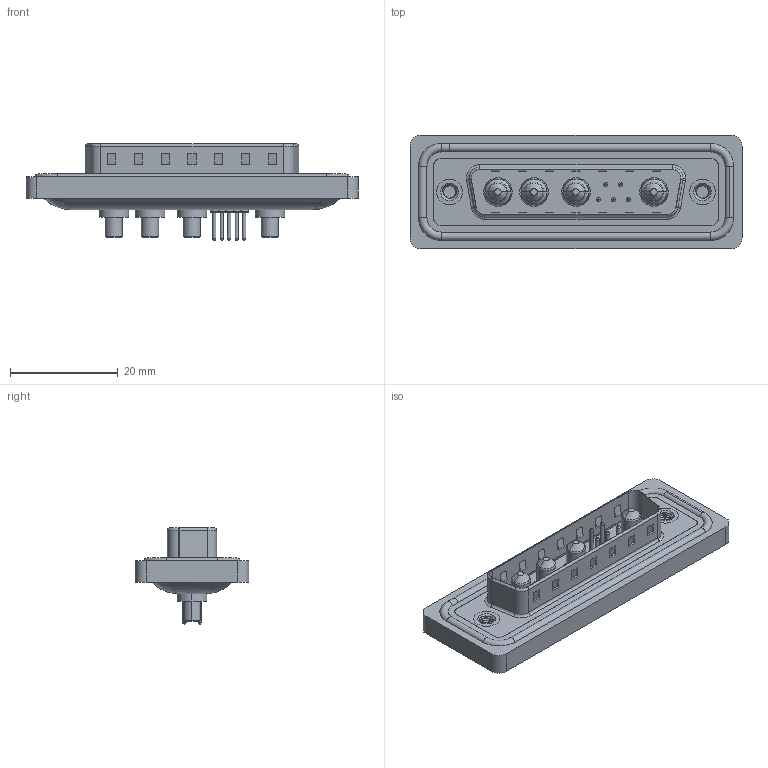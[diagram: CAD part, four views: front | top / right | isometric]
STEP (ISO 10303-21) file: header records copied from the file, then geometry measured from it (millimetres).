
FILE_DESCRIPTION (( 'STEP AP203' ), '1' );
FILE_NAME ('627W9W4-124-3NA.STEP', '2024-03-20T14:54:12', ( '' ), ( '' ), 'SwSTEP 2.0', 'SolidWorks 2023', '' );
FILE_SCHEMA (( 'CONFIG_CONTROL_DESIGN' ));
Length unit declared in the file: millimetre
Products named in the file (9): 627W9W4-124-3NA; Power Pin_30A S; 627Combo Contact Row 2_24; 627Combo Shell Rear_25 Contacts; 627Combo Threaded Rivet_A; 627Combo Waterproof Housing_25 Contacts; 627Combo Contact Row 1_24; 627Combo Housing_9W4; 627Combo Shell Front_25 Contacts
Assembly tree (15 placements, depth 2):
  627W9W4-124-3NA
    627Combo Housing_9W4
    627Combo Waterproof Housing_25 Contacts
    627Combo Shell Rear_25 Contacts
    627Combo Shell Front_25 Contacts
    627Combo Threaded Rivet_A  x2
    Power Pin_30A S  x4
    627Combo Contact Row 1_24  x2
    627Combo Contact Row 2_24  x3
Bounding box: 61.75 x 21.1 x 17.9 mm (x, y, z)
Volume: 7434.1 mm3; surface area: 11851.3 mm2
Topology: 20 solids, 20 shells, 822 faces, 1917 edges, 1185 vertices
Faces by surface type: cylinder 336, plane 284, torus 152, cone 36, bspline 14
Entity records: 20927 total; most frequent: CARTESIAN_POINT 5244, DIRECTION 3229, ORIENTED_EDGE 2910, EDGE_CURVE 1455, AXIS2_PLACEMENT_3D 1234, VERTEX_POINT 913, VECTOR 761, LINE 761
